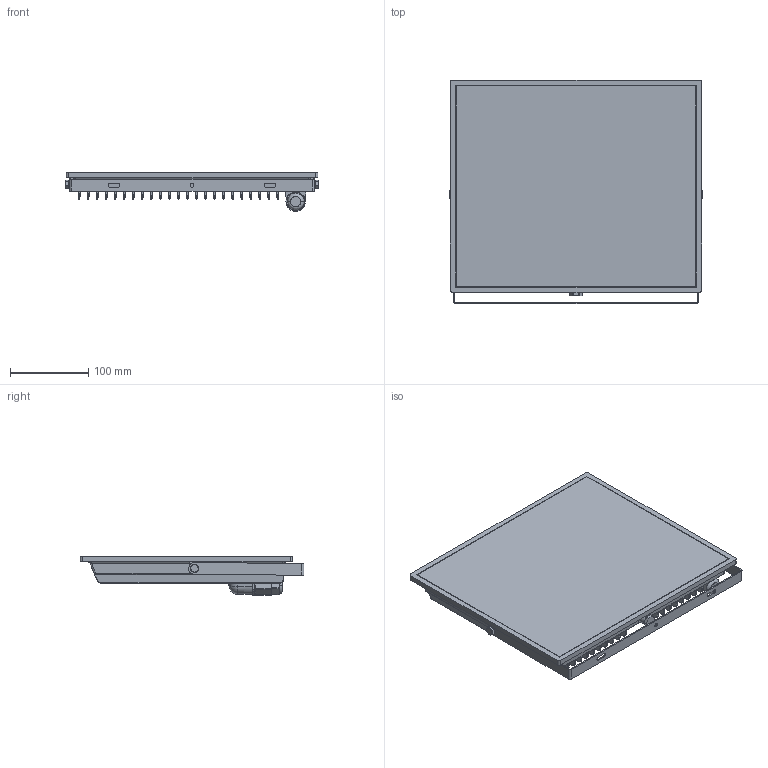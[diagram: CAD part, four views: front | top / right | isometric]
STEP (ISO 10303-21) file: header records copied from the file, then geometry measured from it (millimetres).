
FILE_DESCRIPTION (( 'STEP AP203' ), '1' );
FILE_NAME ('ﾑﾄﾎ 06-200.STEP', '2023-10-02T10:09:12', ( '' ), ( '' ), 'SwSTEP 2.0', 'SolidWorks 2022', '' );
FILE_SCHEMA (( 'CONFIG_CONTROL_DESIGN' ));
Length unit declared in the file: millimetre
Products named in the file (5): Скоба СДО 06-200; Болт М6х10; СДО 06-200; Корпус СДО 06-200; Шайба гровер М5
Assembly tree (6 placements, depth 2):
  СДО 06-200
    Корпус СДО 06-200
    Скоба СДО 06-200
    Шайба гровер М5  x2
    Болт М6х10  x2
Bounding box: 323.2 x 285.56 x 49.5 mm (x, y, z)
Volume: 1965754.9 mm3; surface area: 346476.5 mm2
Topology: 6 solids, 6 shells, 848 faces, 2026 edges, 1184 vertices
Faces by surface type: cylinder 393, plane 228, bspline 207, sphere 10, cone 8, torus 2
Entity records: 27845 total; most frequent: CARTESIAN_POINT 9999, ORIENTED_EDGE 3936, DIRECTION 3377, EDGE_CURVE 1968, AXIS2_PLACEMENT_3D 1220, VERTEX_POINT 1156, LINE 937, VECTOR 937
